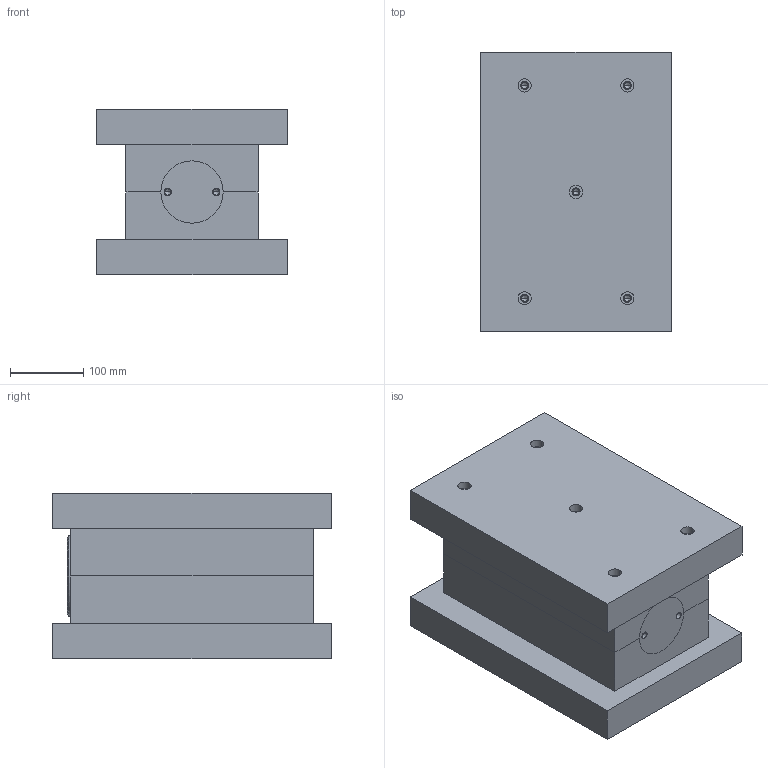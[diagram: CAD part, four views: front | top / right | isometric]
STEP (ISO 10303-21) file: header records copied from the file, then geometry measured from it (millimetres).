
FILE_DESCRIPTION((''),'2;1');
FILE_NAME('NEWASMBTL_ASM','2022-05-28T17:34:20',('Samyak'),(''),'CREO PARAMETRIC BY PTC INC, 2021404','CREO PARAMETRIC BY PTC INC, 2021404','');
FILE_SCHEMA(('CONFIG_CONTROL_DESIGN'));
Length unit declared in the file: millimetre
Products named in the file (9): BOTTLE_PART1; CAV1NEW; CAVINSERTNEW2805; LRING2805; CAV2NEW-COPY; SUPPLATE1; SUPPLATE2-COPY; GP2805; NEWASMBTL_ASM
Assembly tree (9 placements, depth 2):
  NEWASMBTL_ASM
    BOTTLE_PART1
    CAV1NEW
    CAVINSERTNEW2805
    LRING2805
    CAV2NEW-COPY
    SUPPLATE1
    SUPPLATE2-COPY
    GP2805  x2
Bounding box: 260 x 380 x 226 mm (x, y, z)
Volume: 16564136.5 mm3; surface area: 1144426.8 mm2
Topology: 9 solids, 25 shells, 419 faces, 1015 edges, 631 vertices
Faces by surface type: cylinder 184, plane 80, revolution 64, cone 40, torus 30, bspline 21
Entity records: 16696 total; most frequent: CARTESIAN_POINT 6896, DIRECTION 2091, ORIENTED_EDGE 1842, EDGE_CURVE 953, AXIS2_PLACEMENT_3D 833, VERTEX_POINT 617, EDGE_LOOP 498, CIRCLE 488
